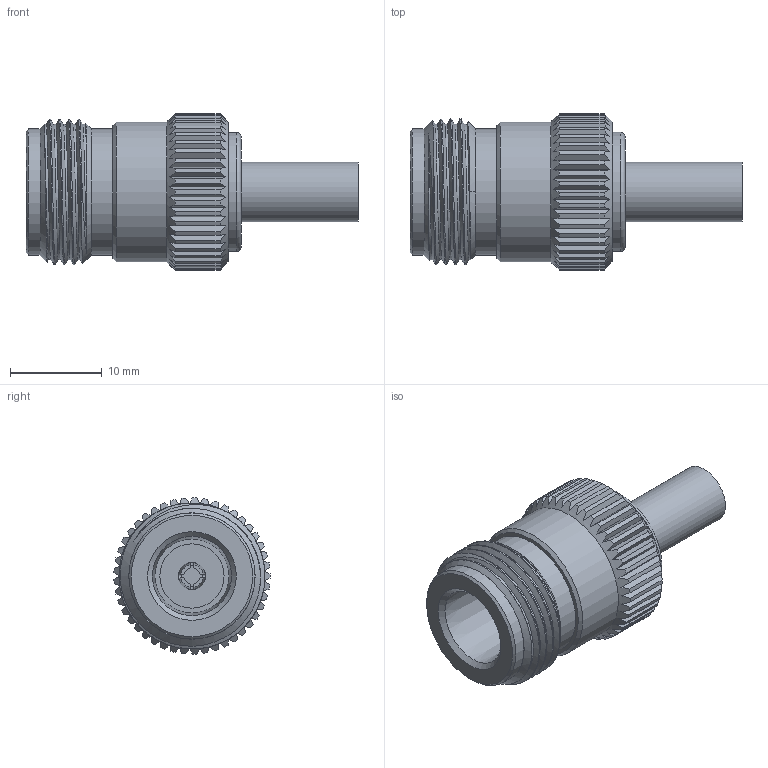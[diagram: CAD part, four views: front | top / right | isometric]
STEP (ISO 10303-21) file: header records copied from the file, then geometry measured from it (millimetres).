
FILE_DESCRIPTION (( 'STEP AP203' ), '1' );
FILE_NAME ('PE44532_3D.step', '2022-01-28T20:20:04', ( '' ), ( '' ), 'SwSTEP 2.0', 'SolidWorks 2021', '' );
FILE_SCHEMA (( 'CONFIG_CONTROL_DESIGN' ));
Length unit declared in the file: inch
Products named in the file (1): PE44532_3D
Bounding box: 36.1 x 16.99 x 17 mm (x, y, z)
Volume: 3843.8 mm3; surface area: 3102.9 mm2
Topology: 3 solids, 3 shells, 209 faces, 558 edges, 370 vertices
Faces by surface type: plane 123, cylinder 69, cone 13, bspline 3, torus 1
Full cylindrical faces by diameter (mm): 1.092 x1, 1.1 x1, 2.534 x1, 3 x3, 3.1 x1, 4.296 x3, 4.6 x2, 5.33 x1, 6.48 x1, 6.985 x1, 12.948 x1, 13.716 x2, 15.206 x1
Entity records: 8565 total; most frequent: CARTESIAN_POINT 3722, ORIENTED_EDGE 1040, DIRECTION 869, EDGE_CURVE 520, VERTEX_POINT 363, AXIS2_PLACEMENT_3D 358, EDGE_LOOP 261, FACE_OUTER_BOUND 229
